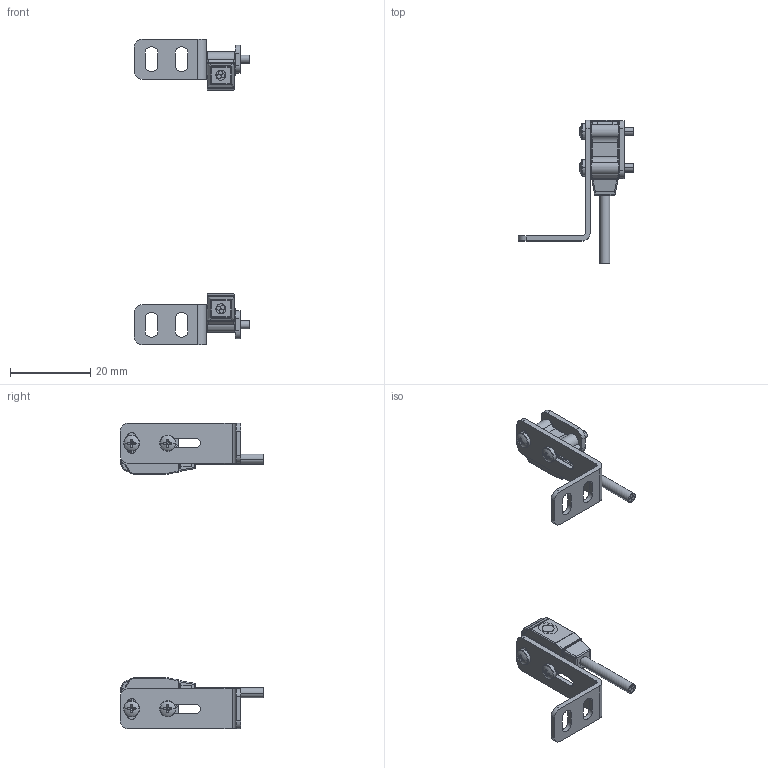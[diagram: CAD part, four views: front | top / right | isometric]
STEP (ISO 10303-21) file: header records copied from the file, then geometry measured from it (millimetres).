
FILE_DESCRIPTION (( 'STEP AP214' ), '1' );
FILE_NAME ('BTS1M-TDTL_BTS1M-TDTL-P_BTS1M-TDTD_BTS1M-TDTD-P.STEP', '2025-01-28T14:23:07', ( '' ), ( '' ), 'SwSTEP 2.0', 'SolidWorks 2024', '' );
FILE_SCHEMA (( 'AUTOMOTIVE_DESIGN' ));
Length unit declared in the file: inch
Products named in the file (3): BTS1M-TDTL_BTS1M-TDTL-P_BTS1M-TDTD_BTS1M-TDTD-P_SENDER; BTS1M-TDTL_BTS1M-TDTL-P_BTS1M-TDTD_BTS1M-TDTD-P; BTS1M-TDTL_BTS1M-TDTL-P_BTS1M-TDTD_BTS1M-TDTD-P_RECIEVER
Assembly tree (2 placements, depth 2):
  BTS1M-TDTL_BTS1M-TDTL-P_BTS1M-TDTD_BTS1M-TDTD-P
    BTS1M-TDTL_BTS1M-TDTL-P_BTS1M-TDTD_BTS1M-TDTD-P_SENDER
    BTS1M-TDTL_BTS1M-TDTL-P_BTS1M-TDTD_BTS1M-TDTD-P_RECIEVER
Bounding box: 28.8 x 35.65 x 76.2 mm (x, y, z)
Volume: 3347.9 mm3; surface area: 4626.4 mm2
Topology: 10 solids, 10 shells, 1072 faces, 2878 edges, 1844 vertices
Faces by surface type: plane 654, cylinder 274, torus 72, cone 44, sphere 24, bspline 4
Entity records: 33820 total; most frequent: CARTESIAN_POINT 6543, ORIENTED_EDGE 5724, DIRECTION 5656, EDGE_CURVE 2862, LINE 1918, VECTOR 1918, AXIS2_PLACEMENT_3D 1869, VERTEX_POINT 1844
